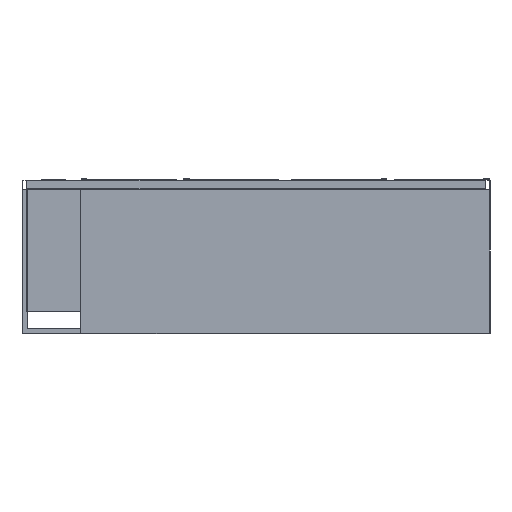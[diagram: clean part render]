
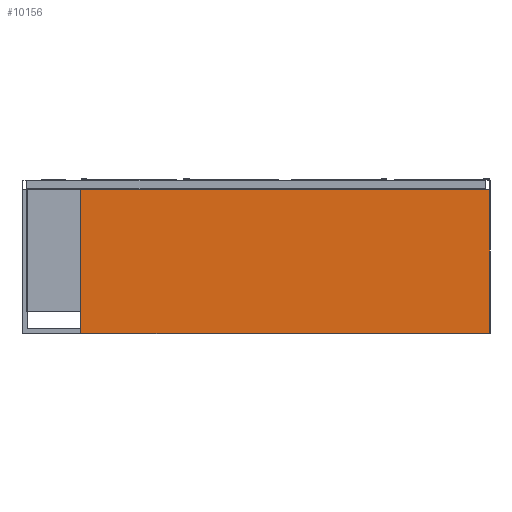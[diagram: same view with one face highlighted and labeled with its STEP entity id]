
A CAD part, front view. The second image highlights one B-rep face of the part: STEP entity #10156.
In plain terms, the highlighted planar face has unit normal (0, -1, 0).
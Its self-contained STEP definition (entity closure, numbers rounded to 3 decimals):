
#35 = LINE ( 'NONE', #11724, #34404 ) ;
#956 = ORIENTED_EDGE ( 'NONE', *, *, #24303, .T. ) ;
#1623 = DIRECTION ( 'NONE',  ( 0., -1., 0. ) ) ;
#1879 = CARTESIAN_POINT ( 'NONE',  ( -880., -255., -42. ) ) ;
#4352 = ORIENTED_EDGE ( 'NONE', *, *, #30511, .T. ) ;
#4580 = VECTOR ( 'NONE', #31722, 1000. ) ;
#5919 = ORIENTED_EDGE ( 'NONE', *, *, #34656, .T. ) ;
#6459 = CARTESIAN_POINT ( 'NONE',  ( 878., -255., -658. ) ) ;
#7454 = FACE_OUTER_BOUND ( 'NONE', #27920, .T. ) ;
#8744 = VERTEX_POINT ( 'NONE', #33346 ) ;
#10156 = ADVANCED_FACE ( 'Fl�che8', ( #7454 ), #33290, .T. ) ;
#11258 = VERTEX_POINT ( 'NONE', #6459 ) ;
#11724 = CARTESIAN_POINT ( 'NONE',  ( 878., -255., -660. ) ) ;
#11819 = VECTOR ( 'NONE', #15469, 1000. ) ;
#11894 = AXIS2_PLACEMENT_3D ( 'NONE', #18966, #1623, #15578 ) ;
#14563 = CARTESIAN_POINT ( 'NONE',  ( -880., -255., -658. ) ) ;
#15469 = DIRECTION ( 'NONE',  ( -1., 0., 0. ) ) ;
#15578 = DIRECTION ( 'NONE',  ( 0., 0., -1. ) ) ;
#18966 = CARTESIAN_POINT ( 'NONE',  ( -880., -255., -660. ) ) ;
#20222 = LINE ( 'NONE', #14563, #4580 ) ;
#20992 = VERTEX_POINT ( 'NONE', #35480 ) ;
#21810 = DIRECTION ( 'NONE',  ( 0., 0., -1. ) ) ;
#24303 = EDGE_CURVE ( 'NONE', #11258, #33441, #35, .T. ) ;
#27672 = LINE ( 'NONE', #31030, #29281 ) ;
#27920 = EDGE_LOOP ( 'NONE', ( #5919, #4352, #30256, #956 ) ) ;
#29281 = VECTOR ( 'NONE', #21810, 1000. ) ;
#29524 = EDGE_CURVE ( 'NONE', #8744, #11258, #20222, .T. ) ;
#30256 = ORIENTED_EDGE ( 'NONE', *, *, #29524, .T. ) ;
#30511 = EDGE_CURVE ( 'NONE', #20992, #8744, #27672, .T. ) ;
#31030 = CARTESIAN_POINT ( 'NONE',  ( -878., -255., -660. ) ) ;
#31722 = DIRECTION ( 'NONE',  ( 1., 0., 0. ) ) ;
#31941 = CARTESIAN_POINT ( 'NONE',  ( 878., -255., -42. ) ) ;
#33290 = PLANE ( 'NONE',  #11894 ) ;
#33346 = CARTESIAN_POINT ( 'NONE',  ( -878., -255., -658. ) ) ;
#33367 = LINE ( 'NONE', #1879, #11819 ) ;
#33441 = VERTEX_POINT ( 'NONE', #31941 ) ;
#34404 = VECTOR ( 'NONE', #34736, 1000. ) ;
#34656 = EDGE_CURVE ( 'NONE', #33441, #20992, #33367, .T. ) ;
#34736 = DIRECTION ( 'NONE',  ( 0., 0., 1. ) ) ;
#35480 = CARTESIAN_POINT ( 'NONE',  ( -878., -255., -42. ) ) ;
